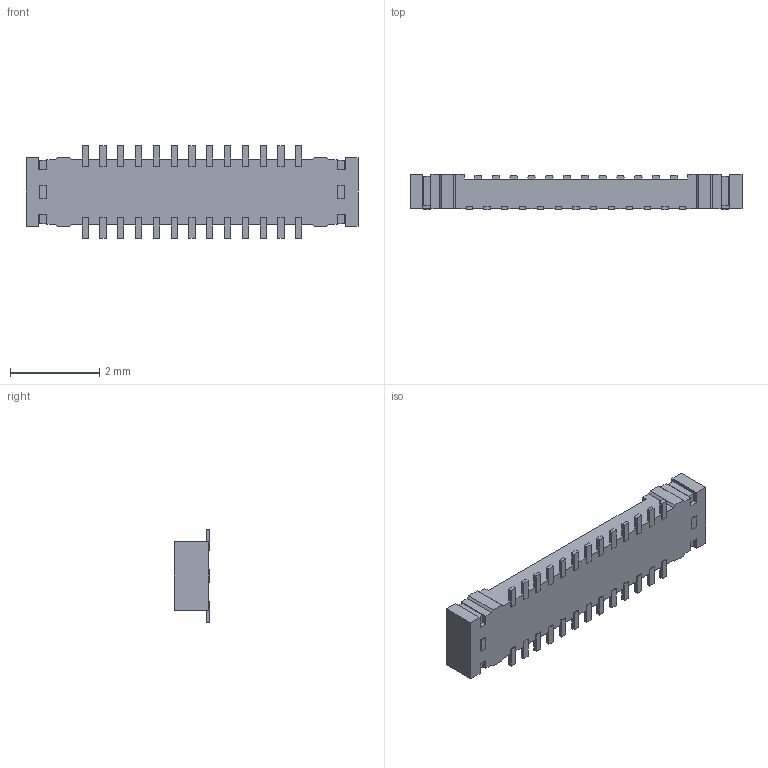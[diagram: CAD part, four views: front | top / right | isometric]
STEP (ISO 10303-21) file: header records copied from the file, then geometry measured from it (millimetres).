
FILE_DESCRIPTION (( 'STEP AP214' ), '1' );
FILE_NAME ('Molex 502430-2630.STEP', '2024-12-01T21:02:53', ( '' ), ( '' ), 'SwSTEP 2.0', 'SolidWorks 2018', '' );
FILE_SCHEMA (( 'AUTOMOTIVE_DESIGN' ));
Length unit declared in the file: millimetre
Products named in the file (1): Molex 502430-2630
Bounding box: 7.46 x 0.8 x 2.08 mm (x, y, z)
Volume: 5.8 mm3; surface area: 51.3 mm2
Topology: 1 solids, 1 shells, 360 faces, 996 edges, 664 vertices
Faces by surface type: plane 360
Entity records: 14156 total; most frequent: CARTESIAN_POINT 2021, ORIENTED_EDGE 1992, DIRECTION 1718, EDGE_CURVE 996, VECTOR 996, LINE 996, VERTEX_POINT 664, EDGE_LOOP 386
